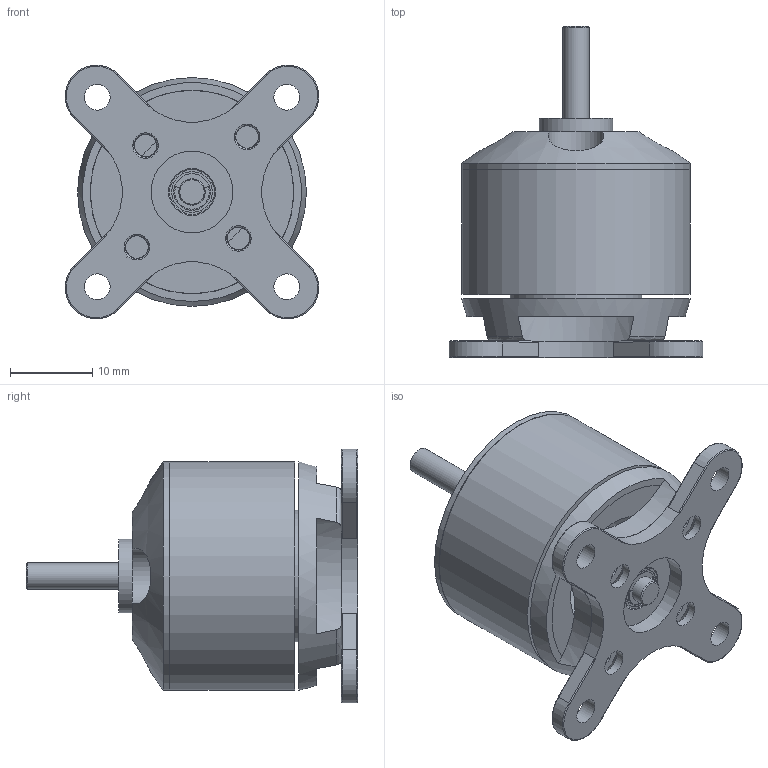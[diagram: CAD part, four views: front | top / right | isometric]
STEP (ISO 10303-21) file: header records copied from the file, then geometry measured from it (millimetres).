
FILE_DESCRIPTION(/* description */ (''),/* implementation_level */ '2;1');
FILE_NAME(/* name */ 'Motor con soporte.step',/* time_stamp */ '2025-11-10T23:27:53-05:00',/* author */ (''),/* organization */ (''),/* preprocessor_version */ 'ST-DEVELOPER v20.1',/* originating_system */ 'Autodesk Translation Framework v14.21.0.0',/* authorisation */ '');
FILE_SCHEMA (('AUTOMOTIVE_DESIGN { 1 0 10303 214 3 1 1 }'));
Length unit declared in the file: millimetre
Products named in the file (3): Motor con soporte; Motor_BLDC_2212,6T_2200KV; Support_2MM_Al6061_2212
Assembly tree (2 placements, depth 2):
  Motor con soporte
    Motor_BLDC_2212,6T_2200KV
    Support_2MM_Al6061_2212
Bounding box: 30.91 x 40.4 x 30.91 mm (x, y, z)
Volume: 6692.3 mm3; surface area: 8631.5 mm2
Topology: 2 solids, 2 shells, 193 faces, 532 edges, 344 vertices
Faces by surface type: cylinder 118, plane 36, torus 21, cone 10, bspline 8
Full cylindrical faces by diameter (mm): 2.75 x20, 3.125 x8, 3.2 x2, 3.291 x20, 4.45 x1, 4.95 x1, 5.2 x1, 5.45 x1, 5.7 x1, 6.75 x4, 8.95 x2, 10 x1, 15 x1, 16 x1, 24.7 x1, 24.806 x1, 27.837 x1, 27.9 x2
Entity records: 10782 total; most frequent: CARTESIAN_POINT 5782, ORIENTED_EDGE 1064, DIRECTION 945, EDGE_CURVE 532, AXIS2_PLACEMENT_3D 399, VERTEX_POINT 344, EDGE_LOOP 236, CIRCLE 209
